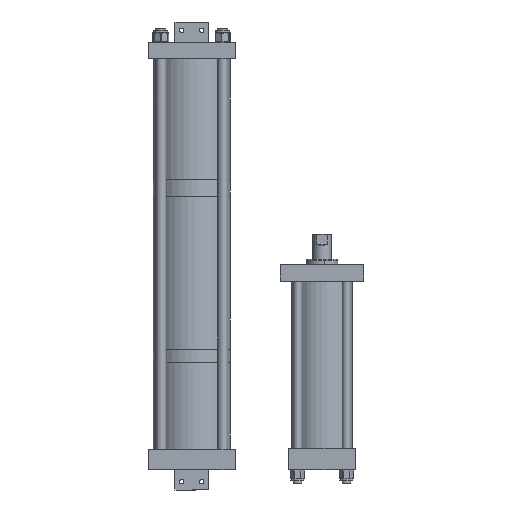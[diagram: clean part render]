
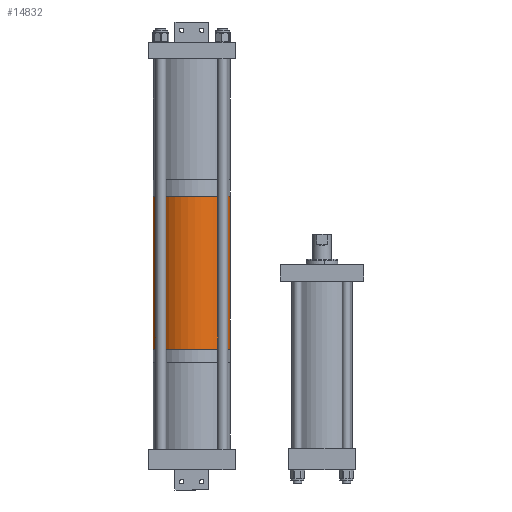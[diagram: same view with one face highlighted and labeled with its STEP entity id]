
A CAD part, front view. The second image highlights one B-rep face of the part: STEP entity #14832.
In plain terms, the highlighted cylindrical face has radius 73.025 mm (diameter 146.05 mm), a partial arc.
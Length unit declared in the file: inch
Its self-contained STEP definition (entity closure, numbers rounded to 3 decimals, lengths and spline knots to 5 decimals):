
#381 = VERTEX_POINT ( 'NONE', #14354 ) ;
#1259 = AXIS2_PLACEMENT_3D ( 'NONE', #11174, #5934, #7161 ) ;
#1329 = LINE ( 'NONE', #15364, #16261 ) ;
#1503 = CARTESIAN_POINT ( 'NONE',  ( -2.875, 0., 0. ) ) ;
#1939 = VECTOR ( 'NONE', #13481, 39.37008 ) ;
#2109 = CARTESIAN_POINT ( 'NONE',  ( -2.875, 0., 11.449 ) ) ;
#2345 = LINE ( 'NONE', #16059, #1939 ) ;
#5934 = DIRECTION ( 'NONE',  ( 0., 0., 1. ) ) ;
#5958 = FACE_OUTER_BOUND ( 'NONE', #6665, .T. ) ;
#5989 = DIRECTION ( 'NONE',  ( -1., 0., 0. ) ) ;
#6516 = VERTEX_POINT ( 'NONE', #2109 ) ;
#6665 = EDGE_LOOP ( 'NONE', ( #14921, #14274, #13581, #13361 ) ) ;
#6721 = DIRECTION ( 'NONE',  ( 1., 0., 0. ) ) ;
#6829 = AXIS2_PLACEMENT_3D ( 'NONE', #11167, #16064, #5989 ) ;
#7161 = DIRECTION ( 'NONE',  ( 1., 0., 0. ) ) ;
#7650 = CIRCLE ( 'NONE', #1259, 2.875 ) ;
#8502 = EDGE_CURVE ( 'NONE', #6516, #13263, #2345, .T. ) ;
#8876 = EDGE_CURVE ( 'NONE', #16445, #381, #1329, .T. ) ;
#9343 = DIRECTION ( 'NONE',  ( 0., 0., 1. ) ) ;
#9549 = CYLINDRICAL_SURFACE ( 'NONE', #6829, 2.875 ) ;
#9781 = AXIS2_PLACEMENT_3D ( 'NONE', #13112, #9343, #6721 ) ;
#11167 = CARTESIAN_POINT ( 'NONE',  ( 0., 0., 11.449 ) ) ;
#11174 = CARTESIAN_POINT ( 'NONE',  ( 0., 0., 0. ) ) ;
#11391 = EDGE_CURVE ( 'NONE', #6516, #16445, #13216, .T. ) ;
#11657 = EDGE_CURVE ( 'NONE', #13263, #381, #7650, .T. ) ;
#12306 = CARTESIAN_POINT ( 'NONE',  ( 2.875, 0., 11.449 ) ) ;
#13112 = CARTESIAN_POINT ( 'NONE',  ( 0., 0., 11.449 ) ) ;
#13216 = CIRCLE ( 'NONE', #9781, 2.875 ) ;
#13263 = VERTEX_POINT ( 'NONE', #1503 ) ;
#13361 = ORIENTED_EDGE ( 'NONE', *, *, #11657, .T. ) ;
#13481 = DIRECTION ( 'NONE',  ( 0., 0., -1. ) ) ;
#13581 = ORIENTED_EDGE ( 'NONE', *, *, #8502, .T. ) ;
#14274 = ORIENTED_EDGE ( 'NONE', *, *, #11391, .F. ) ;
#14354 = CARTESIAN_POINT ( 'NONE',  ( 2.875, 0., 0. ) ) ;
#14832 = ADVANCED_FACE ( 'NONE', ( #5958 ), #9549, .T. ) ;
#14921 = ORIENTED_EDGE ( 'NONE', *, *, #8876, .F. ) ;
#15364 = CARTESIAN_POINT ( 'NONE',  ( 2.875, 0., 11.449 ) ) ;
#15474 = DIRECTION ( 'NONE',  ( 0., 0., -1. ) ) ;
#16059 = CARTESIAN_POINT ( 'NONE',  ( -2.875, 0., 11.449 ) ) ;
#16064 = DIRECTION ( 'NONE',  ( 0., 0., -1. ) ) ;
#16261 = VECTOR ( 'NONE', #15474, 39.37008 ) ;
#16445 = VERTEX_POINT ( 'NONE', #12306 ) ;
